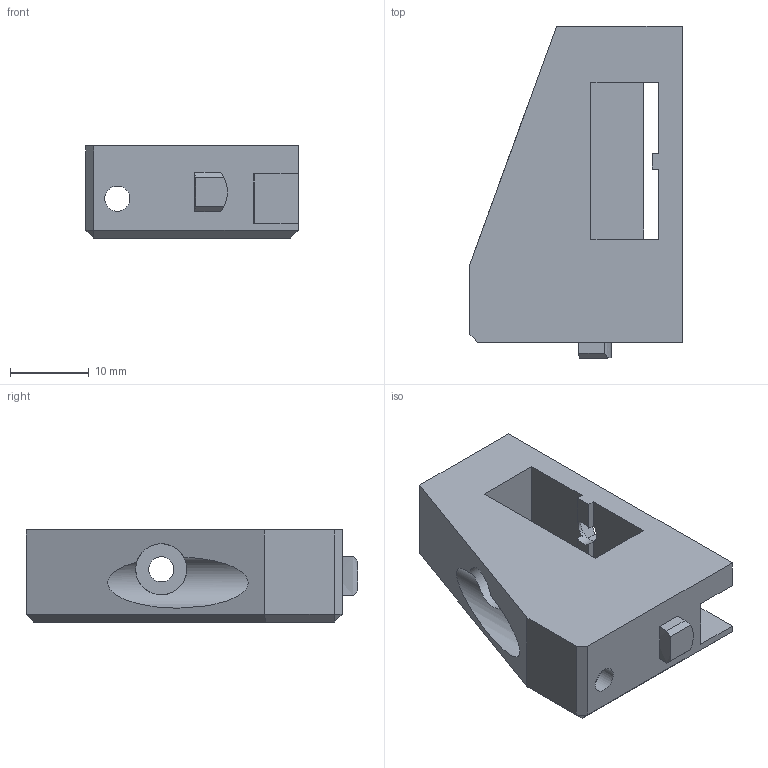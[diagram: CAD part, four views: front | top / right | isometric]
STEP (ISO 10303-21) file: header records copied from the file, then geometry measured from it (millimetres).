
FILE_DESCRIPTION(/* description */ ('STEP AP242','CAx-IF Rec.Pracs.---Representation and Presentation of Product Manufacturing Information (PMI)---4.0---2014-10-13','CAx-IF Rec.Pracs.---3D Tessellated Geometry---0.4---2014-09-14','2;1'),/* implementation_level */ '2;1');
FILE_NAME(/* name */ '658bd1dcaf66f6637d1981f4',/* time_stamp */ '2023-12-27T07:27:25Z',/* author */ (''),/* organization */ (''),/* preprocessor_version */ 'ST-DEVELOPER v19.4',/* originating_system */ ' ',/* authorisation */ ' ');
FILE_SCHEMA (('AP242_MANAGED_MODEL_BASED_3D_ENGINEERING_MIM_LF { 1 0 10303 442 1 1 4 }'));
Length unit declared in the file: metre
Products named in the file (1): female-belt-holder
Bounding box: 27 x 42.2 x 11.7 mm (x, y, z)
Volume: 7392.9 mm3; surface area: 4634.7 mm2
Topology: 1 solids, 1 shells, 66 faces, 181 edges, 119 vertices
Faces by surface type: plane 58, cylinder 8
Full cylindrical faces by diameter (mm): 3.2 x3, 6.5 x2
Entity records: 2047 total; most frequent: CARTESIAN_POINT 365, ORIENTED_EDGE 342, DIRECTION 327, EDGE_CURVE 171, LINE 147, VECTOR 147, VERTEX_POINT 114, AXIS2_PLACEMENT_3D 90
